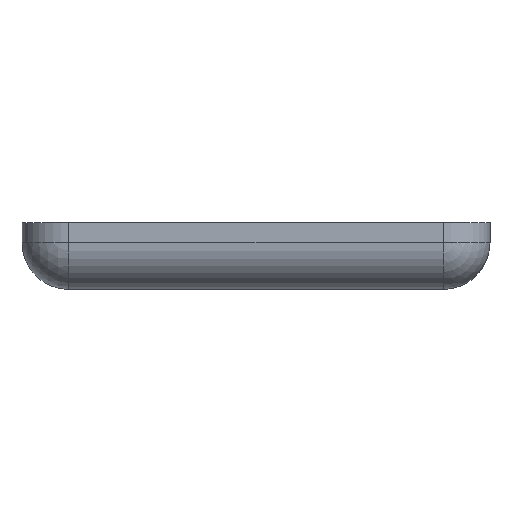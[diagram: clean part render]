
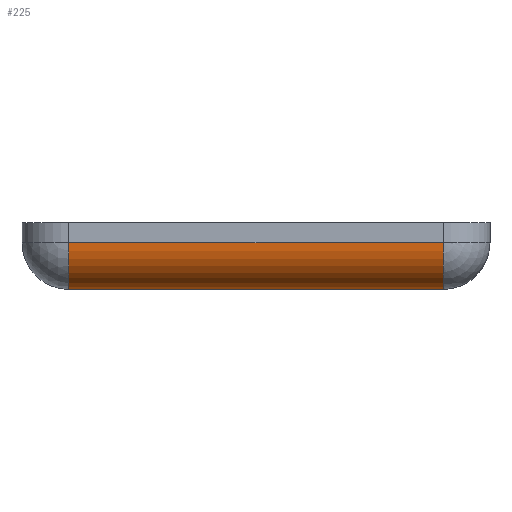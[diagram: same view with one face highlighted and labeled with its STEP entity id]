
A CAD part, left-side view. The second image highlights one B-rep face of the part: STEP entity #225.
In plain terms, the highlighted cylindrical face has radius 3.5 mm (diameter 7 mm), a partial arc.
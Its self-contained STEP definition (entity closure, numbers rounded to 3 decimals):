
#35 = CARTESIAN_POINT ( 'NONE',  ( -33.5, 0., 0. ) ) ;
#45 = ORIENTED_EDGE ( 'NONE', *, *, #1530, .F. ) ;
#104 = CIRCLE ( 'NONE', #3417, 3.5 ) ;
#225 = ADVANCED_FACE ( 'NONE', ( #2538 ), #4371, .T. ) ;
#438 = VERTEX_POINT ( 'NONE', #4776 ) ;
#603 = CARTESIAN_POINT ( 'NONE',  ( -33.5, -14., 0. ) ) ;
#638 = VECTOR ( 'NONE', #4880, 1000. ) ;
#775 = CARTESIAN_POINT ( 'NONE',  ( -37., -14., 3.5 ) ) ;
#810 = VERTEX_POINT ( 'NONE', #5188 ) ;
#858 = DIRECTION ( 'NONE',  ( 0., 0., 1. ) ) ;
#1154 = ORIENTED_EDGE ( 'NONE', *, *, #2467, .F. ) ;
#1317 = DIRECTION ( 'NONE',  ( 0., 1., 0. ) ) ;
#1386 = CARTESIAN_POINT ( 'NONE',  ( -33.5, 14., 3.5 ) ) ;
#1447 = LINE ( 'NONE', #35, #4123 ) ;
#1530 = EDGE_CURVE ( 'NONE', #810, #4467, #104, .T. ) ;
#1590 = VECTOR ( 'NONE', #2755, 1000. ) ;
#1657 = LINE ( 'NONE', #4848, #638 ) ;
#2024 = EDGE_LOOP ( 'NONE', ( #2498, #3027, #45, #1154, #4968, #2919 ) ) ;
#2054 = CARTESIAN_POINT ( 'NONE',  ( -33.5, -10., 0. ) ) ;
#2083 = VERTEX_POINT ( 'NONE', #603 ) ;
#2090 = CARTESIAN_POINT ( 'NONE',  ( -33.5, 17.5, 3.5 ) ) ;
#2207 = LINE ( 'NONE', #5403, #2542 ) ;
#2246 = AXIS2_PLACEMENT_3D ( 'NONE', #3626, #4973, #4618 ) ;
#2467 = EDGE_CURVE ( 'NONE', #438, #810, #1447, .T. ) ;
#2498 = ORIENTED_EDGE ( 'NONE', *, *, #4275, .T. ) ;
#2538 = FACE_OUTER_BOUND ( 'NONE', #2024, .T. ) ;
#2542 = VECTOR ( 'NONE', #1317, 1000. ) ;
#2755 = DIRECTION ( 'NONE',  ( 0., -1., 0. ) ) ;
#2919 = ORIENTED_EDGE ( 'NONE', *, *, #3202, .F. ) ;
#3027 = ORIENTED_EDGE ( 'NONE', *, *, #5368, .F. ) ;
#3066 = CARTESIAN_POINT ( 'NONE',  ( -37., 14., 3.5 ) ) ;
#3095 = CIRCLE ( 'NONE', #2246, 3.5 ) ;
#3202 = EDGE_CURVE ( 'NONE', #2083, #3869, #1657, .T. ) ;
#3209 = LINE ( 'NONE', #5039, #1590 ) ;
#3417 = AXIS2_PLACEMENT_3D ( 'NONE', #1386, #4078, #858 ) ;
#3587 = DIRECTION ( 'NONE',  ( 0., 1., 0. ) ) ;
#3626 = CARTESIAN_POINT ( 'NONE',  ( -33.5, -14., 3.5 ) ) ;
#3869 = VERTEX_POINT ( 'NONE', #2054 ) ;
#4078 = DIRECTION ( 'NONE',  ( 0., 1., 0. ) ) ;
#4123 = VECTOR ( 'NONE', #3587, 1000. ) ;
#4275 = EDGE_CURVE ( 'NONE', #2083, #5278, #3095, .T. ) ;
#4371 = CYLINDRICAL_SURFACE ( 'NONE', #5319, 3.5 ) ;
#4467 = VERTEX_POINT ( 'NONE', #3066 ) ;
#4618 = DIRECTION ( 'NONE',  ( 0., 0., -1. ) ) ;
#4776 = CARTESIAN_POINT ( 'NONE',  ( -33.5, 10., 0. ) ) ;
#4838 = DIRECTION ( 'NONE',  ( 1., 0., 0. ) ) ;
#4848 = CARTESIAN_POINT ( 'NONE',  ( -33.5, 0., 0. ) ) ;
#4880 = DIRECTION ( 'NONE',  ( 0., 1., 0. ) ) ;
#4968 = ORIENTED_EDGE ( 'NONE', *, *, #5877, .F. ) ;
#4973 = DIRECTION ( 'NONE',  ( 0., 1., 0. ) ) ;
#5039 = CARTESIAN_POINT ( 'NONE',  ( -37., 17.5, 3.5 ) ) ;
#5188 = CARTESIAN_POINT ( 'NONE',  ( -33.5, 14., 0. ) ) ;
#5278 = VERTEX_POINT ( 'NONE', #775 ) ;
#5319 = AXIS2_PLACEMENT_3D ( 'NONE', #2090, #5745, #4838 ) ;
#5368 = EDGE_CURVE ( 'NONE', #4467, #5278, #3209, .T. ) ;
#5403 = CARTESIAN_POINT ( 'NONE',  ( -33.5, 0., 0. ) ) ;
#5745 = DIRECTION ( 'NONE',  ( 0., -1., 0. ) ) ;
#5877 = EDGE_CURVE ( 'NONE', #3869, #438, #2207, .T. ) ;
